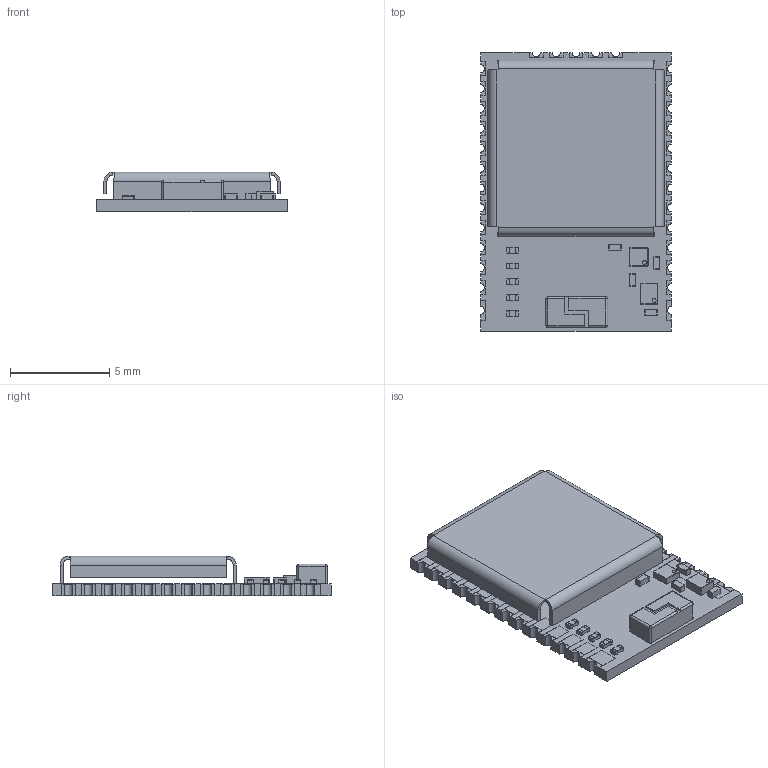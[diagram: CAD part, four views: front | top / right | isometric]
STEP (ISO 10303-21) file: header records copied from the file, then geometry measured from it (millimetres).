
FILE_DESCRIPTION(('FreeCAD Model'),'2;1');
FILE_NAME('Open CASCADE Shape Model','2025-02-20T12:23:51',(''),(''), 'Open CASCADE STEP processor 7.8','FreeCAD','Unknown');
FILE_SCHEMA(('AUTOMOTIVE_DESIGN { 1 0 10303 214 1 1 1 1 }'));
Length unit declared in the file: millimetre
Products named in the file (23): CAM-M8; CAM-M8_PCB; CAM-M8_Pad_big001; CAM-M8_Pad_small028; CAM-M8_Shield; 0201_RES; Capsule004; Encapsulation009; Cap0201_top004; 0201_RES001; 0201_RES002; 0201_RES003; 0201_RES004; 0201_CAP; Encapsulation_008; CAP_PART002; 0201_CAP001; 0201_CAP002; IC01; IC02; ChipAntenna; 0201_IND; IND_PART
Assembly tree (77 placements, depth 3):
  CAM-M8
    CAM-M8_PCB
    CAM-M8_Pad_big001  x2
    CAM-M8_Pad_small028  x29
    CAM-M8_Shield
    0201_RES
      Capsule004
      Encapsulation009  x2
      Cap0201_top004
    0201_RES001
      Capsule004
      Encapsulation009  x2
      Cap0201_top004
    0201_RES002
      Capsule004
      Encapsulation009  x2
      Cap0201_top004
    0201_RES003
      Capsule004
      Encapsulation009  x2
      Cap0201_top004
    0201_RES004
      Capsule004
      Encapsulation009  x2
      Cap0201_top004
    0201_CAP
      Encapsulation_008  x2
      CAP_PART002
    0201_CAP001
      Encapsulation_008  x2
      CAP_PART002
    0201_CAP002
      Encapsulation_008  x2
      CAP_PART002
    IC01
    IC02
    ChipAntenna
    0201_IND
      Encapsulation_008  x2
      IND_PART
Bounding box: 9.6 x 14 x 2 mm (x, y, z)
Volume: 101.2 mm3; surface area: 704.1 mm2
Topology: 68 solids, 68 shells, 936 faces, 2326 edges, 1460 vertices
Faces by surface type: plane 727, cylinder 137, bspline 68, sphere 4
Entity records: 12730 total; most frequent: CARTESIAN_POINT 2322, ORIENTED_EDGE 1964, DIRECTION 1946, EDGE_CURVE 982, LINE 898, VECTOR 898, VERTEX_POINT 628, AXIS2_PLACEMENT_3D 524
